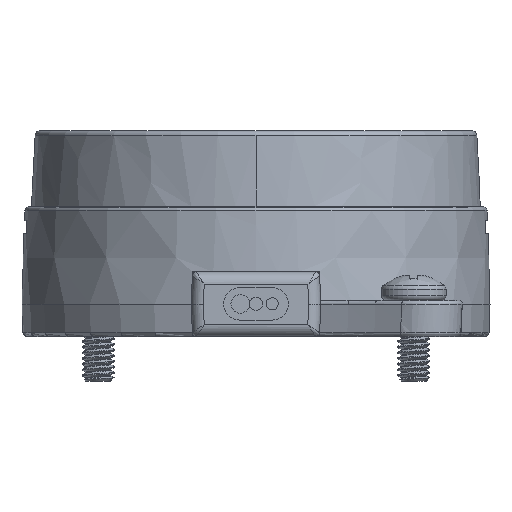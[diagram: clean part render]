
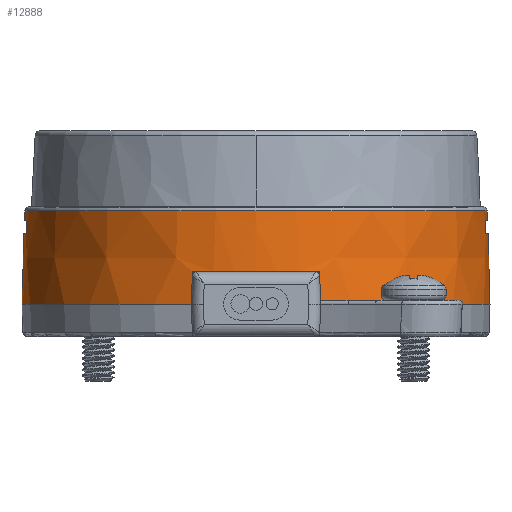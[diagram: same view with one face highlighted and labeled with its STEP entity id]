
A CAD part, left-side view. The second image highlights one B-rep face of the part: STEP entity #12888.
In plain terms, the highlighted conical face has half-angle 2 degrees and reference radius 29 mm.
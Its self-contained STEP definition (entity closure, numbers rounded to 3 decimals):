
#280=ELLIPSE('',#13632,28.748,28.731);
#281=ELLIPSE('',#13635,28.623,28.605);
#310=ELLIPSE('',#13701,28.623,28.605);
#311=ELLIPSE('',#13704,28.748,28.731);
#750=FACE_BOUND('',#1715,.T.);
#751=FACE_BOUND('',#1716,.T.);
#830=CONICAL_SURFACE('',#13758,29.,0.035);
#979=FACE_OUTER_BOUND('',#1714,.T.);
#1714=EDGE_LOOP('',(#9442,#9443,#9444,#9445,#9446,#9447,#9448,#9449,#9450,
#9451,#9452,#9453,#9454,#9455));
#1715=EDGE_LOOP('',(#9456,#9457,#9458,#9459));
#1716=EDGE_LOOP('',(#9460,#9461,#9462,#9463));
#2400=CIRCLE('',#13708,28.597);
#2402=CIRCLE('',#13711,29.);
#2403=CIRCLE('',#13715,28.86);
#2404=CIRCLE('',#13716,28.86);
#2410=CIRCLE('',#13736,29.);
#2411=CIRCLE('',#13740,28.86);
#2416=CIRCLE('',#13759,29.);
#2417=CIRCLE('',#13760,29.);
#2587=B_SPLINE_CURVE_WITH_KNOTS('',2,(#20625,#20626,#20627),
 .UNSPECIFIED.,.F.,.F.,(3,3),(0.,1.),.UNSPECIFIED.);
#2596=B_SPLINE_CURVE_WITH_KNOTS('',2,(#20829,#20830,#20831),
 .UNSPECIFIED.,.F.,.F.,(3,3),(0.,1.),.UNSPECIFIED.);
#2598=B_SPLINE_CURVE_WITH_KNOTS('',2,(#20856,#20857,#20858),
 .UNSPECIFIED.,.F.,.F.,(3,3),(0.,1.),.UNSPECIFIED.);
#2608=B_SPLINE_CURVE_WITH_KNOTS('',2,(#21097,#21098,#21099),
 .UNSPECIFIED.,.F.,.F.,(3,3),(0.,1.),.UNSPECIFIED.);
#3169=LINE('',#20127,#4307);
#3173=LINE('',#20137,#4311);
#3241=LINE('',#20590,#4379);
#3243=LINE('',#20596,#4381);
#3314=LINE('',#21102,#4452);
#4307=VECTOR('',#14550,1.);
#4311=VECTOR('',#14560,1.);
#4379=VECTOR('',#14760,1.);
#4381=VECTOR('',#14768,1.);
#4452=VECTOR('',#14947,29.);
#5503=VERTEX_POINT('',#20119);
#5504=VERTEX_POINT('',#20121);
#5505=VERTEX_POINT('',#20125);
#5506=VERTEX_POINT('',#20129);
#5507=VERTEX_POINT('',#20131);
#5508=VERTEX_POINT('',#20135);
#5583=VERTEX_POINT('',#20586);
#5584=VERTEX_POINT('',#20592);
#5585=VERTEX_POINT('',#20598);
#5588=VERTEX_POINT('',#20605);
#5589=VERTEX_POINT('',#20618);
#5591=VERTEX_POINT('',#20624);
#5594=VERTEX_POINT('',#20644);
#5595=VERTEX_POINT('',#20646);
#5602=VERTEX_POINT('',#20677);
#5631=VERTEX_POINT('',#20836);
#5632=VERTEX_POINT('',#20849);
#5634=VERTEX_POINT('',#20855);
#5637=VERTEX_POINT('',#20875);
#5646=VERTEX_POINT('',#20954);
#6872=EDGE_CURVE('',#5504,#5503,#280,.T.);
#6875=EDGE_CURVE('',#5503,#5505,#3169,.T.);
#6877=EDGE_CURVE('',#5507,#5506,#281,.T.);
#6880=EDGE_CURVE('',#5506,#5508,#3173,.T.);
#6990=EDGE_CURVE('',#5505,#5583,#310,.T.);
#6991=EDGE_CURVE('',#5583,#5504,#3241,.T.);
#6993=EDGE_CURVE('',#5508,#5584,#311,.T.);
#6994=EDGE_CURVE('',#5584,#5507,#3243,.T.);
#6996=EDGE_CURVE('',#5585,#5585,#2400,.T.);
#6999=EDGE_CURVE('',#5589,#5588,#2402,.T.);
#7002=EDGE_CURVE('',#5591,#5589,#2587,.T.);
#7007=EDGE_CURVE('',#5594,#5591,#2403,.T.);
#7008=EDGE_CURVE('',#5595,#5594,#2404,.T.);
#7053=EDGE_CURVE('',#5602,#5595,#2596,.T.);
#7056=EDGE_CURVE('',#5632,#5631,#2410,.T.);
#7059=EDGE_CURVE('',#5634,#5632,#2598,.T.);
#7064=EDGE_CURVE('',#5637,#5634,#2411,.T.);
#7110=EDGE_CURVE('',#5646,#5637,#2608,.T.);
#7111=EDGE_CURVE('',#5631,#5602,#2416,.T.);
#7112=EDGE_CURVE('',#5594,#5585,#3314,.T.);
#7113=EDGE_CURVE('',#5588,#5646,#2417,.T.);
#9442=ORIENTED_EDGE('',*,*,#7110,.T.);
#9443=ORIENTED_EDGE('',*,*,#7064,.T.);
#9444=ORIENTED_EDGE('',*,*,#7059,.T.);
#9445=ORIENTED_EDGE('',*,*,#7056,.T.);
#9446=ORIENTED_EDGE('',*,*,#7111,.T.);
#9447=ORIENTED_EDGE('',*,*,#7053,.T.);
#9448=ORIENTED_EDGE('',*,*,#7008,.T.);
#9449=ORIENTED_EDGE('',*,*,#7112,.T.);
#9450=ORIENTED_EDGE('',*,*,#6996,.F.);
#9451=ORIENTED_EDGE('',*,*,#7112,.F.);
#9452=ORIENTED_EDGE('',*,*,#7007,.T.);
#9453=ORIENTED_EDGE('',*,*,#7002,.T.);
#9454=ORIENTED_EDGE('',*,*,#6999,.T.);
#9455=ORIENTED_EDGE('',*,*,#7113,.T.);
#9456=ORIENTED_EDGE('',*,*,#6994,.T.);
#9457=ORIENTED_EDGE('',*,*,#6877,.T.);
#9458=ORIENTED_EDGE('',*,*,#6880,.T.);
#9459=ORIENTED_EDGE('',*,*,#6993,.T.);
#9460=ORIENTED_EDGE('',*,*,#6991,.T.);
#9461=ORIENTED_EDGE('',*,*,#6872,.T.);
#9462=ORIENTED_EDGE('',*,*,#6875,.T.);
#9463=ORIENTED_EDGE('',*,*,#6990,.T.);
#12888=ADVANCED_FACE('',(#979,#750,#751),#830,.T.);
#13632=AXIS2_PLACEMENT_3D('',#20122,#14544,#14545);
#13635=AXIS2_PLACEMENT_3D('',#20132,#14554,#14555);
#13701=AXIS2_PLACEMENT_3D('',#20588,#14756,#14757);
#13704=AXIS2_PLACEMENT_3D('',#20594,#14764,#14765);
#13708=AXIS2_PLACEMENT_3D('',#20600,#14773,#14774);
#13711=AXIS2_PLACEMENT_3D('',#20619,#14779,#14780);
#13715=AXIS2_PLACEMENT_3D('',#20645,#14791,#14792);
#13716=AXIS2_PLACEMENT_3D('',#20647,#14793,#14794);
#13736=AXIS2_PLACEMENT_3D('',#20850,#14864,#14865);
#13740=AXIS2_PLACEMENT_3D('',#20876,#14876,#14877);
#13758=AXIS2_PLACEMENT_3D('',#21100,#14943,#14944);
#13759=AXIS2_PLACEMENT_3D('',#21101,#14945,#14946);
#13760=AXIS2_PLACEMENT_3D('',#21103,#14948,#14949);
#14544=DIRECTION('center_axis',(0.,0.035,
-0.999));
#14545=DIRECTION('ref_axis',(0.,-0.999,-0.035));
#14550=DIRECTION('',(0.,-0.035,0.999));
#14554=DIRECTION('center_axis',(0.,-0.035,0.999));
#14555=DIRECTION('ref_axis',(0.,-0.999,-0.035));
#14560=DIRECTION('',(0.,-0.035,-0.999));
#14756=DIRECTION('center_axis',(0.,0.035,0.999));
#14757=DIRECTION('ref_axis',(0.,-0.999,0.035));
#14760=DIRECTION('',(0.,0.035,-0.999));
#14764=DIRECTION('center_axis',(0.,-0.035,
-0.999));
#14765=DIRECTION('ref_axis',(0.,-0.999,0.035));
#14768=DIRECTION('',(0.,0.035,0.999));
#14773=DIRECTION('center_axis',(0.,0.,
1.));
#14774=DIRECTION('ref_axis',(-1.,0.,0.));
#14779=DIRECTION('center_axis',(0.,0.,1.));
#14780=DIRECTION('ref_axis',(-1.,0.,0.));
#14791=DIRECTION('center_axis',(0.,0.,1.));
#14792=DIRECTION('ref_axis',(-1.,0.,0.));
#14793=DIRECTION('center_axis',(0.,0.,1.));
#14794=DIRECTION('ref_axis',(-1.,0.,0.));
#14864=DIRECTION('center_axis',(0.,0.,1.));
#14865=DIRECTION('ref_axis',(-1.,0.,0.));
#14876=DIRECTION('center_axis',(0.,0.,1.));
#14877=DIRECTION('ref_axis',(-1.,0.,0.));
#14943=DIRECTION('center_axis',(0.,0.,-1.));
#14944=DIRECTION('ref_axis',(1.,0.,0.));
#14945=DIRECTION('center_axis',(0.,0.,1.));
#14946=DIRECTION('ref_axis',(1.,0.,0.));
#14947=DIRECTION('',(0.035,0.,0.999));
#14948=DIRECTION('center_axis',(0.,0.,1.));
#14949=DIRECTION('ref_axis',(1.,0.,0.));
#20119=CARTESIAN_POINT('',(3.997,28.416,12.702));
#20121=CARTESIAN_POINT('',(-4.003,28.416,12.702));
#20122=CARTESIAN_POINT('Origin',(0.,-0.035,
11.709));
#20125=CARTESIAN_POINT('',(3.997,28.36,14.315));
#20127=CARTESIAN_POINT('',(3.997,28.388,13.509));
#20129=CARTESIAN_POINT('',(3.997,-28.36,14.315));
#20131=CARTESIAN_POINT('',(-4.003,-28.359,14.315));
#20132=CARTESIAN_POINT('Origin',(0.,-0.035,
15.304));
#20135=CARTESIAN_POINT('',(3.997,-28.416,12.702));
#20137=CARTESIAN_POINT('',(3.997,-28.388,13.509));
#20586=CARTESIAN_POINT('',(-4.003,28.359,14.315));
#20588=CARTESIAN_POINT('Origin',(0.,0.035,
15.304));
#20590=CARTESIAN_POINT('',(-4.003,28.387,13.509));
#20592=CARTESIAN_POINT('',(-4.003,-28.416,12.702));
#20594=CARTESIAN_POINT('Origin',(0.,0.035,
11.709));
#20596=CARTESIAN_POINT('',(-4.003,-28.387,13.509));
#20598=CARTESIAN_POINT('',(-28.597,0.,15.54));
#20600=CARTESIAN_POINT('Origin',(0.,0.,15.54));
#20605=CARTESIAN_POINT('',(-15.747,-24.352,4.));
#20618=CARTESIAN_POINT('',(-27.875,-8.,4.));
#20619=CARTESIAN_POINT('Origin',(0.,0.,4.));
#20624=CARTESIAN_POINT('',(-27.769,-7.86,8.));
#20625=CARTESIAN_POINT('Ctrl Pts',(-27.769,-7.86,8.));
#20626=CARTESIAN_POINT('Ctrl Pts',(-27.822,-7.93,6.004));
#20627=CARTESIAN_POINT('Ctrl Pts',(-27.875,-8.,4.));
#20644=CARTESIAN_POINT('',(-28.86,0.,8.));
#20645=CARTESIAN_POINT('Origin',(0.,0.,8.));
#20646=CARTESIAN_POINT('',(-27.769,7.86,8.));
#20647=CARTESIAN_POINT('Origin',(0.,0.,8.));
#20677=CARTESIAN_POINT('',(-27.875,8.,4.));
#20829=CARTESIAN_POINT('Ctrl Pts',(-27.875,8.,4.));
#20830=CARTESIAN_POINT('Ctrl Pts',(-27.822,7.93,6.004));
#20831=CARTESIAN_POINT('Ctrl Pts',(-27.769,7.86,8.));
#20836=CARTESIAN_POINT('',(15.747,24.352,4.));
#20849=CARTESIAN_POINT('',(27.875,8.,4.));
#20850=CARTESIAN_POINT('Origin',(0.,0.,4.));
#20855=CARTESIAN_POINT('',(27.769,7.86,8.));
#20856=CARTESIAN_POINT('Ctrl Pts',(27.769,7.86,8.));
#20857=CARTESIAN_POINT('Ctrl Pts',(27.822,7.93,6.004));
#20858=CARTESIAN_POINT('Ctrl Pts',(27.875,8.,4.));
#20875=CARTESIAN_POINT('',(27.769,-7.86,8.));
#20876=CARTESIAN_POINT('Origin',(0.,0.,8.));
#20954=CARTESIAN_POINT('',(27.875,-8.,4.));
#21097=CARTESIAN_POINT('Ctrl Pts',(27.875,-8.,4.));
#21098=CARTESIAN_POINT('Ctrl Pts',(27.822,-7.93,6.004));
#21099=CARTESIAN_POINT('Ctrl Pts',(27.769,-7.86,8.));
#21100=CARTESIAN_POINT('Origin',(0.,0.,4.));
#21101=CARTESIAN_POINT('Origin',(0.,0.,4.));
#21102=CARTESIAN_POINT('',(-29.,0.,4.));
#21103=CARTESIAN_POINT('Origin',(0.,0.,4.));
